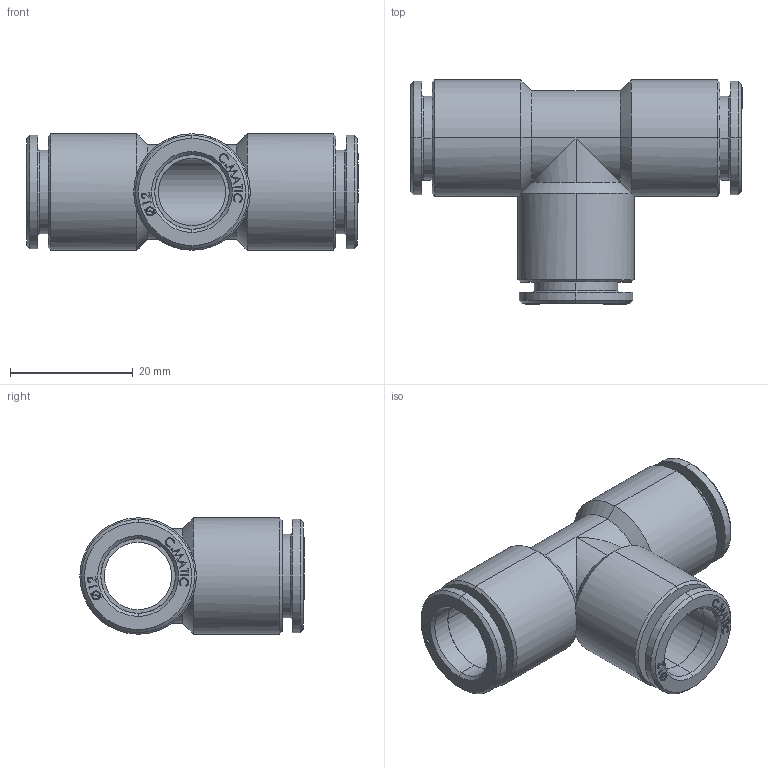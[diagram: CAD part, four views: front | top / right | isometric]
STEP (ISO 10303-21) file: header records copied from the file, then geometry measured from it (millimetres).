
FILE_DESCRIPTION (( 'STEP AP203' ), '1' );
FILE_NAME ('B0050060.STEP', '2011-03-21T16:05:34', ( '' ), ( 'sopra-pneumatic' ), 'SwSTEP 2.0', 'SolidWorks 2009', '' );
FILE_SCHEMA (( 'CONFIG_CONTROL_DESIGN' ));
Length unit declared in the file: millimetre
Products named in the file (1): B0050060
Bounding box: 54.2 x 36.6 x 19 mm (x, y, z)
Volume: 10055.2 mm3; surface area: 7996.3 mm2
Topology: 1 solids, 3 shells, 440 faces, 1110 edges, 724 vertices
Faces by surface type: plane 236, bspline 120, cylinder 47, cone 37
Entity records: 23815 total; most frequent: CARTESIAN_POINT 13903, ORIENTED_EDGE 2220, DIRECTION 1620, EDGE_CURVE 1110, VECTOR 738, LINE 738, VERTEX_POINT 724, EDGE_LOOP 496
